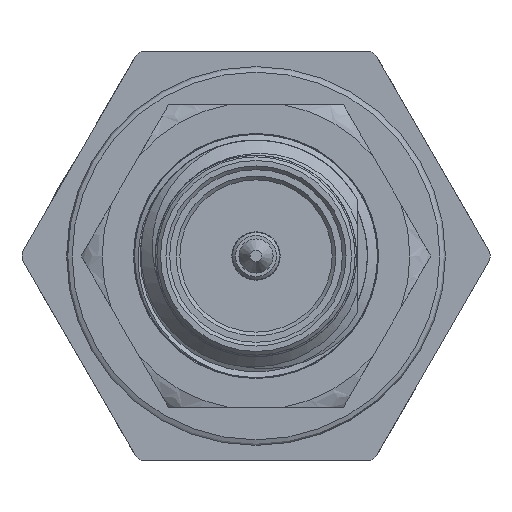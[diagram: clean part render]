
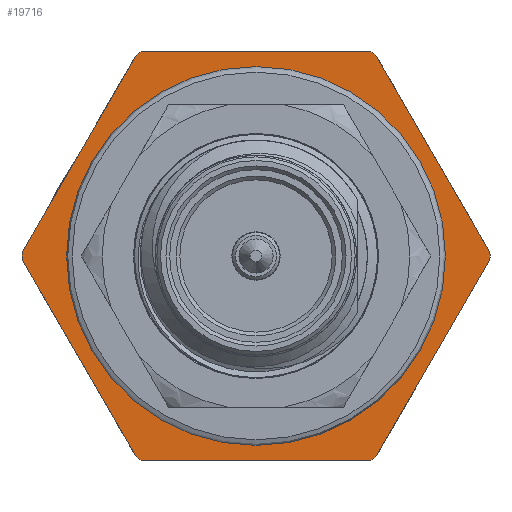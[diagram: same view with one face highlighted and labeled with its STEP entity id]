
A CAD part, front view. The second image highlights one B-rep face of the part: STEP entity #19716.
In plain terms, the highlighted face is planar.
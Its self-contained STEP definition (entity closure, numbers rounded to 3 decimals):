
#1001=LINE('',#37808,#2253);
#1002=LINE('',#37813,#2254);
#1003=LINE('',#37817,#2255);
#1004=LINE('',#37821,#2256);
#1005=LINE('',#37825,#2257);
#1006=LINE('',#37829,#2258);
#2253=VECTOR('',#24056,1000.);
#2254=VECTOR('',#24059,1000.);
#2255=VECTOR('',#24062,1000.);
#2256=VECTOR('',#24065,1000.);
#2257=VECTOR('',#24068,1000.);
#2258=VECTOR('',#24071,1000.);
#3578=PLANE('',#21296);
#4111=ORIENTED_EDGE('',*,*,#10159,.T.);
#4112=ORIENTED_EDGE('',*,*,#10160,.F.);
#4113=ORIENTED_EDGE('',*,*,#10161,.T.);
#4114=ORIENTED_EDGE('',*,*,#10162,.F.);
#4115=ORIENTED_EDGE('',*,*,#10163,.T.);
#4116=ORIENTED_EDGE('',*,*,#10164,.F.);
#4117=ORIENTED_EDGE('',*,*,#10165,.T.);
#4118=ORIENTED_EDGE('',*,*,#10166,.F.);
#4119=ORIENTED_EDGE('',*,*,#10167,.T.);
#4120=ORIENTED_EDGE('',*,*,#10168,.F.);
#4121=ORIENTED_EDGE('',*,*,#10169,.T.);
#4122=ORIENTED_EDGE('',*,*,#10170,.F.);
#4123=ORIENTED_EDGE('',*,*,#10171,.T.);
#10159=EDGE_CURVE('',#13174,#13174,#14915,.T.);
#10160=EDGE_CURVE('',#13175,#13176,#1001,.T.);
#10161=EDGE_CURVE('',#13175,#13177,#14916,.F.);
#10162=EDGE_CURVE('',#13178,#13177,#1002,.T.);
#10163=EDGE_CURVE('',#13178,#13179,#14917,.F.);
#10164=EDGE_CURVE('',#13180,#13179,#1003,.T.);
#10165=EDGE_CURVE('',#13180,#13181,#14918,.F.);
#10166=EDGE_CURVE('',#13182,#13181,#1004,.T.);
#10167=EDGE_CURVE('',#13182,#13183,#14919,.F.);
#10168=EDGE_CURVE('',#13184,#13183,#1005,.T.);
#10169=EDGE_CURVE('',#13184,#13185,#14920,.F.);
#10170=EDGE_CURVE('',#13186,#13185,#1006,.T.);
#10171=EDGE_CURVE('',#13186,#13176,#14921,.F.);
#13174=VERTEX_POINT('',#37807);
#13175=VERTEX_POINT('',#37809);
#13176=VERTEX_POINT('',#37810);
#13177=VERTEX_POINT('',#37812);
#13178=VERTEX_POINT('',#37814);
#13179=VERTEX_POINT('',#37816);
#13180=VERTEX_POINT('',#37818);
#13181=VERTEX_POINT('',#37820);
#13182=VERTEX_POINT('',#37822);
#13183=VERTEX_POINT('',#37824);
#13184=VERTEX_POINT('',#37826);
#13185=VERTEX_POINT('',#37828);
#13186=VERTEX_POINT('',#37830);
#14915=CIRCLE('',#21297,4.9);
#14916=CIRCLE('',#21298,6.3);
#14917=CIRCLE('',#21299,6.3);
#14918=CIRCLE('',#21300,6.3);
#14919=CIRCLE('',#21301,6.3);
#14920=CIRCLE('',#21302,6.3);
#14921=CIRCLE('',#21303,6.3);
#16248=EDGE_LOOP('',(#4111));
#16249=EDGE_LOOP('',(#4112,#4113,#4114,#4115,#4116,#4117,#4118,#4119,#4120,
#4121,#4122,#4123));
#17720=FACE_BOUND('',#16248,.T.);
#17721=FACE_BOUND('',#16249,.T.);
#19716=ADVANCED_FACE('',(#17720,#17721),#3578,.F.);
#21296=AXIS2_PLACEMENT_3D('',#37805,#24052,#24053);
#21297=AXIS2_PLACEMENT_3D('',#37806,#24054,#24055);
#21298=AXIS2_PLACEMENT_3D('',#37811,#24057,#24058);
#21299=AXIS2_PLACEMENT_3D('',#37815,#24060,#24061);
#21300=AXIS2_PLACEMENT_3D('',#37819,#24063,#24064);
#21301=AXIS2_PLACEMENT_3D('',#37823,#24066,#24067);
#21302=AXIS2_PLACEMENT_3D('',#37827,#24069,#24070);
#21303=AXIS2_PLACEMENT_3D('',#37831,#24072,#24073);
#24052=DIRECTION('',(-1.,0.,0.));
#24053=DIRECTION('',(0.,0.,1.));
#24054=DIRECTION('',(-1.,0.,0.));
#24055=DIRECTION('',(0.,1.,0.));
#24056=DIRECTION('',(0.,1.,0.));
#24057=DIRECTION('',(-1.,0.,0.));
#24058=DIRECTION('',(0.,0.,1.));
#24059=DIRECTION('',(0.,0.5,0.866));
#24060=DIRECTION('',(-1.,0.,0.));
#24061=DIRECTION('',(0.,0.,1.));
#24062=DIRECTION('',(0.,-0.5,0.866));
#24063=DIRECTION('',(-1.,0.,0.));
#24064=DIRECTION('',(0.,0.,1.));
#24065=DIRECTION('',(0.,-1.,0.));
#24066=DIRECTION('',(-1.,0.,0.));
#24067=DIRECTION('',(0.,0.,1.));
#24068=DIRECTION('',(0.,-0.5,-0.866));
#24069=DIRECTION('',(-1.,0.,0.));
#24070=DIRECTION('',(0.,0.,1.));
#24071=DIRECTION('',(0.,0.5,-0.866));
#24072=DIRECTION('',(-1.,0.,0.));
#24073=DIRECTION('',(0.,0.,1.));
#37805=CARTESIAN_POINT('',(0.,0.,0.));
#37806=CARTESIAN_POINT('',(0.,0.,0.));
#37807=CARTESIAN_POINT('',(0.,4.9,0.));
#37808=CARTESIAN_POINT('',(0.,-3.175,5.5));
#37809=CARTESIAN_POINT('',(0.,-3.072,5.5));
#37810=CARTESIAN_POINT('',(0.,3.072,5.5));
#37811=CARTESIAN_POINT('',(0.,0.,0.));
#37812=CARTESIAN_POINT('',(0.,-3.227,5.411));
#37813=CARTESIAN_POINT('',(0.,-6.351,0.));
#37814=CARTESIAN_POINT('',(0.,-6.299,0.089));
#37815=CARTESIAN_POINT('',(0.,0.,0.));
#37816=CARTESIAN_POINT('',(0.,-6.299,-0.089));
#37817=CARTESIAN_POINT('',(0.,-3.175,-5.5));
#37818=CARTESIAN_POINT('',(0.,-3.227,-5.411));
#37819=CARTESIAN_POINT('',(0.,0.,0.));
#37820=CARTESIAN_POINT('',(0.,-3.072,-5.5));
#37821=CARTESIAN_POINT('',(0.,3.175,-5.5));
#37822=CARTESIAN_POINT('',(0.,3.072,-5.5));
#37823=CARTESIAN_POINT('',(0.,0.,0.));
#37824=CARTESIAN_POINT('',(0.,3.227,-5.411));
#37825=CARTESIAN_POINT('',(0.,6.351,0.));
#37826=CARTESIAN_POINT('',(0.,6.299,-0.089));
#37827=CARTESIAN_POINT('',(0.,0.,0.));
#37828=CARTESIAN_POINT('',(0.,6.299,0.089));
#37829=CARTESIAN_POINT('',(0.,3.175,5.5));
#37830=CARTESIAN_POINT('',(0.,3.227,5.411));
#37831=CARTESIAN_POINT('',(0.,0.,0.));
